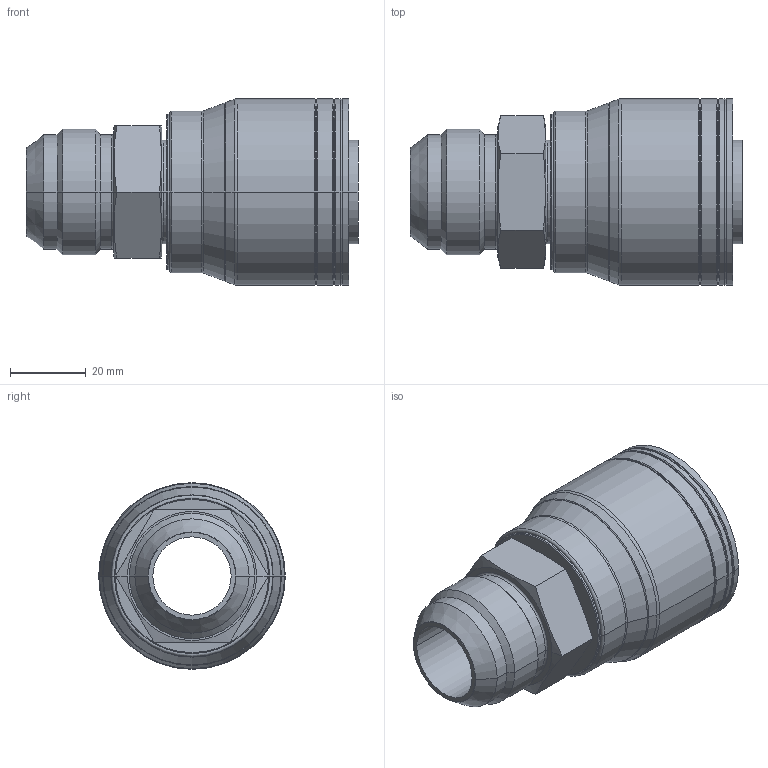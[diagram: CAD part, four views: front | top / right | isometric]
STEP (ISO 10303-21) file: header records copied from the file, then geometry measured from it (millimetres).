
FILE_DESCRIPTION((''),'2;1');
FILE_NAME('1AA16MJ16','2018-12-11T',('E5251691'),('Eaton Hydraulics Inc.'),'PRO/ENGINEER BY PARAMETRIC TECHNOLOGY CORPORATION, 2010280','PRO/ENGINEER BY PARAMETRIC TECHNOLOGY CORPORATION, 2010280','');
FILE_SCHEMA(('CONFIG_CONTROL_DESIGN'));
Length unit declared in the file: inch
Products named in the file (3): 1F40636A1616; 1F15-16R1_CRIMP; 1AA16MJ16
Assembly tree (2 placements, depth 2):
  1AA16MJ16
    1F40636A1616
    1F15-16R1_CRIMP
Bounding box: 87.73 x 49.3 x 49.3 mm (x, y, z)
Volume: 50475.8 mm3; surface area: 30527.6 mm2
Topology: 2 solids, 2 shells, 96 faces, 196 edges, 106 vertices
Faces by surface type: cone 36, cylinder 32, torus 16, plane 12
Entity records: 2660 total; most frequent: CARTESIAN_POINT 511, DIRECTION 496, ORIENTED_EDGE 392, AXIS2_PLACEMENT_3D 211, EDGE_CURVE 196, CIRCLE 110, VERTEX_POINT 106, EDGE_LOOP 102
